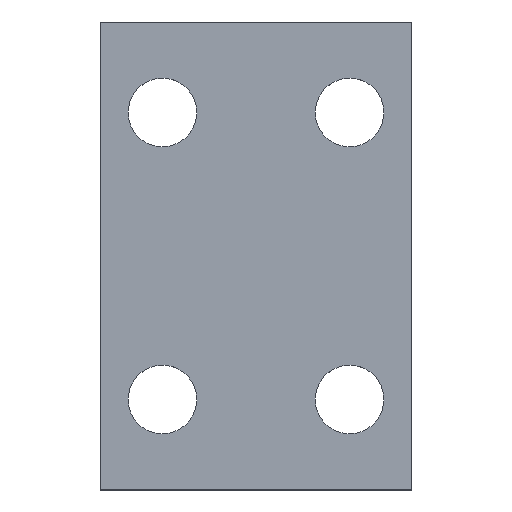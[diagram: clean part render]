
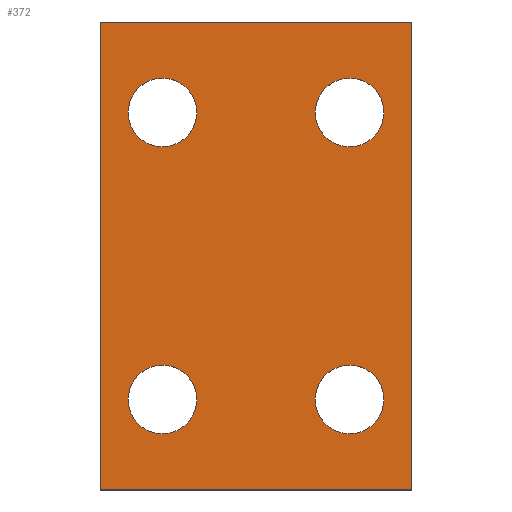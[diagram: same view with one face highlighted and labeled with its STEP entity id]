
A CAD part, top view. The second image highlights one B-rep face of the part: STEP entity #372.
In plain terms, the highlighted planar face has unit normal (0, 0, 1).
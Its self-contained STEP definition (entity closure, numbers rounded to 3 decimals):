
#63=CARTESIAN_POINT('Vertex',(-39.653,51.274,13.)) ;
#77=CARTESIAN_POINT('Vertex',(-20.347,40.726,13.)) ;
#80=CARTESIAN_POINT('Axis2P3D Location',(-30.,46.,13.)) ;
#97=CARTESIAN_POINT('Axis2P3D Location',(-30.,46.,13.)) ;
#120=CARTESIAN_POINT('Vertex',(-50.,75.,13.)) ;
#134=CARTESIAN_POINT('Vertex',(-50.,-75.,13.)) ;
#137=CARTESIAN_POINT('Line Origine',(-50.,0.,13.)) ;
#165=CARTESIAN_POINT('Vertex',(50.,-75.,13.)) ;
#168=CARTESIAN_POINT('Line Origine',(0.,-75.,13.)) ;
#196=CARTESIAN_POINT('Vertex',(50.,75.,13.)) ;
#199=CARTESIAN_POINT('Line Origine',(50.,0.,13.)) ;
#221=CARTESIAN_POINT('Line Origine',(0.,75.,13.)) ;
#303=CARTESIAN_POINT('Axis2P3D Location',(0.,0.,13.)) ;
#318=CARTESIAN_POINT('Axis2P3D Location',(30.,46.,13.)) ;
#322=CARTESIAN_POINT('Vertex',(39.653,40.726,13.)) ;
#324=CARTESIAN_POINT('Vertex',(20.347,51.274,13.)) ;
#327=CARTESIAN_POINT('Axis2P3D Location',(30.,46.,13.)) ;
#336=CARTESIAN_POINT('Axis2P3D Location',(-30.,-46.,13.)) ;
#340=CARTESIAN_POINT('Vertex',(-20.347,-51.274,13.)) ;
#342=CARTESIAN_POINT('Vertex',(-39.653,-40.726,13.)) ;
#345=CARTESIAN_POINT('Axis2P3D Location',(-30.,-46.,13.)) ;
#354=CARTESIAN_POINT('Axis2P3D Location',(30.,-46.,13.)) ;
#358=CARTESIAN_POINT('Vertex',(39.653,-51.274,13.)) ;
#360=CARTESIAN_POINT('Vertex',(20.347,-40.726,13.)) ;
#363=CARTESIAN_POINT('Axis2P3D Location',(30.,-46.,13.)) ;
#81=DIRECTION('Axis2P3D Direction',(0.,-0.,-1.)) ;
#98=DIRECTION('Axis2P3D Direction',(0.,-0.,-1.)) ;
#138=DIRECTION('Vector Direction',(0.,-1.,0.)) ;
#169=DIRECTION('Vector Direction',(-1.,0.,0.)) ;
#200=DIRECTION('Vector Direction',(0.,1.,0.)) ;
#222=DIRECTION('Vector Direction',(1.,0.,0.)) ;
#304=DIRECTION('Axis2P3D Direction',(0.,0.,1.)) ;
#305=DIRECTION('Axis2P3D XDirection',(1.,0.,0.)) ;
#319=DIRECTION('Axis2P3D Direction',(0.,0.,1.)) ;
#328=DIRECTION('Axis2P3D Direction',(0.,0.,1.)) ;
#337=DIRECTION('Axis2P3D Direction',(0.,0.,1.)) ;
#346=DIRECTION('Axis2P3D Direction',(0.,0.,1.)) ;
#355=DIRECTION('Axis2P3D Direction',(0.,0.,1.)) ;
#364=DIRECTION('Axis2P3D Direction',(0.,0.,1.)) ;
#82=AXIS2_PLACEMENT_3D('Circle Axis2P3D',#80,#81,$) ;
#99=AXIS2_PLACEMENT_3D('Circle Axis2P3D',#97,#98,$) ;
#306=AXIS2_PLACEMENT_3D('Plane Axis2P3D',#303,#304,#305) ;
#320=AXIS2_PLACEMENT_3D('Circle Axis2P3D',#318,#319,$) ;
#329=AXIS2_PLACEMENT_3D('Circle Axis2P3D',#327,#328,$) ;
#338=AXIS2_PLACEMENT_3D('Circle Axis2P3D',#336,#337,$) ;
#347=AXIS2_PLACEMENT_3D('Circle Axis2P3D',#345,#346,$) ;
#356=AXIS2_PLACEMENT_3D('Circle Axis2P3D',#354,#355,$) ;
#365=AXIS2_PLACEMENT_3D('Circle Axis2P3D',#363,#364,$) ;
#309=ORIENTED_EDGE('',*,*,#141,.T.) ;
#310=ORIENTED_EDGE('',*,*,#172,.T.) ;
#311=ORIENTED_EDGE('',*,*,#203,.T.) ;
#312=ORIENTED_EDGE('',*,*,#225,.T.) ;
#315=ORIENTED_EDGE('',*,*,#101,.F.) ;
#316=ORIENTED_EDGE('',*,*,#84,.F.) ;
#333=ORIENTED_EDGE('',*,*,#326,.F.) ;
#334=ORIENTED_EDGE('',*,*,#331,.F.) ;
#351=ORIENTED_EDGE('',*,*,#344,.F.) ;
#352=ORIENTED_EDGE('',*,*,#349,.F.) ;
#369=ORIENTED_EDGE('',*,*,#362,.F.) ;
#370=ORIENTED_EDGE('',*,*,#367,.F.) ;
#317=FACE_BOUND('',#314,.T.) ;
#335=FACE_BOUND('',#332,.T.) ;
#353=FACE_BOUND('',#350,.T.) ;
#371=FACE_BOUND('',#368,.T.) ;
#139=VECTOR('Line Direction',#138,1.) ;
#170=VECTOR('Line Direction',#169,1.) ;
#201=VECTOR('Line Direction',#200,1.) ;
#223=VECTOR('Line Direction',#222,1.) ;
#372=ADVANCED_FACE('PartBody',(#313,#317,#335,#353,#371),#307,.T.) ;
#83=CIRCLE('generated circle',#82,11.) ;
#100=CIRCLE('generated circle',#99,11.) ;
#321=CIRCLE('generated circle',#320,11.) ;
#330=CIRCLE('generated circle',#329,11.) ;
#339=CIRCLE('generated circle',#338,11.) ;
#348=CIRCLE('generated circle',#347,11.) ;
#357=CIRCLE('generated circle',#356,11.) ;
#366=CIRCLE('generated circle',#365,11.) ;
#84=EDGE_CURVE('',#78,#64,#83,.F.) ;
#101=EDGE_CURVE('',#64,#78,#100,.F.) ;
#141=EDGE_CURVE('',#121,#135,#140,.T.) ;
#172=EDGE_CURVE('',#135,#166,#171,.F.) ;
#203=EDGE_CURVE('',#166,#197,#202,.T.) ;
#225=EDGE_CURVE('',#197,#121,#224,.F.) ;
#326=EDGE_CURVE('',#323,#325,#321,.T.) ;
#331=EDGE_CURVE('',#325,#323,#330,.T.) ;
#344=EDGE_CURVE('',#341,#343,#339,.T.) ;
#349=EDGE_CURVE('',#343,#341,#348,.T.) ;
#362=EDGE_CURVE('',#359,#361,#357,.T.) ;
#367=EDGE_CURVE('',#361,#359,#366,.T.) ;
#308=EDGE_LOOP('',(#309,#310,#311,#312)) ;
#314=EDGE_LOOP('',(#315,#316)) ;
#332=EDGE_LOOP('',(#333,#334)) ;
#350=EDGE_LOOP('',(#351,#352)) ;
#368=EDGE_LOOP('',(#369,#370)) ;
#313=FACE_OUTER_BOUND('',#308,.T.) ;
#140=LINE('Line',#137,#139) ;
#171=LINE('Line',#168,#170) ;
#202=LINE('Line',#199,#201) ;
#224=LINE('Line',#221,#223) ;
#307=PLANE('Plane',#306) ;
#64=VERTEX_POINT('',#63) ;
#78=VERTEX_POINT('',#77) ;
#121=VERTEX_POINT('',#120) ;
#135=VERTEX_POINT('',#134) ;
#166=VERTEX_POINT('',#165) ;
#197=VERTEX_POINT('',#196) ;
#323=VERTEX_POINT('',#322) ;
#325=VERTEX_POINT('',#324) ;
#341=VERTEX_POINT('',#340) ;
#343=VERTEX_POINT('',#342) ;
#359=VERTEX_POINT('',#358) ;
#361=VERTEX_POINT('',#360) ;
